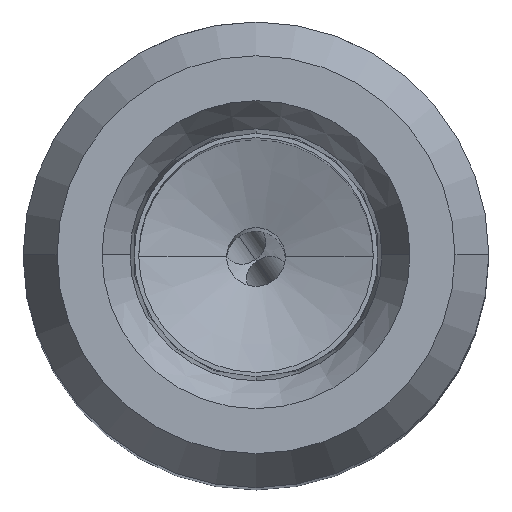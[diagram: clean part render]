
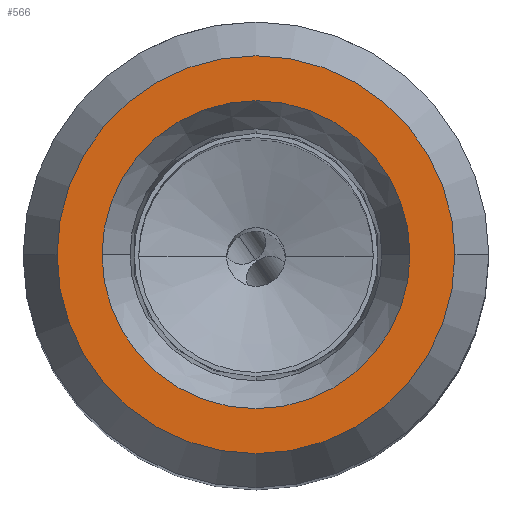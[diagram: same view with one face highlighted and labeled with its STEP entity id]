
A CAD part, top view. The second image highlights one B-rep face of the part: STEP entity #566.
In plain terms, the highlighted planar face has unit normal (0, 0, 1).
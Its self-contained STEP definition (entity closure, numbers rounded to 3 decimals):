
#156=FACE_BOUND('',#976,.T.);
#157=FACE_BOUND('',#977,.T.);
#193=PLANE('',#3903);
#566=ADVANCED_FACE('',(#156,#157),#193,.T.);
#976=EDGE_LOOP('',(#1563,#1564));
#977=EDGE_LOOP('',(#1565,#1566));
#1154=CIRCLE('',#3897,5.25);
#1155=CIRCLE('',#3899,5.25);
#1156=CIRCLE('',#3901,6.783);
#1157=CIRCLE('',#3902,6.783);
#1563=ORIENTED_EDGE('',*,*,#3006,.T.);
#1564=ORIENTED_EDGE('',*,*,#3007,.T.);
#1565=ORIENTED_EDGE('',*,*,#3008,.T.);
#1566=ORIENTED_EDGE('',*,*,#3009,.T.);
#2554=VERTEX_POINT('',#6143);
#2555=VERTEX_POINT('',#6145);
#2556=VERTEX_POINT('',#6151);
#2557=VERTEX_POINT('',#6152);
#3006=EDGE_CURVE('',#2554,#2555,#1154,.T.);
#3007=EDGE_CURVE('',#2555,#2554,#1155,.T.);
#3008=EDGE_CURVE('',#2556,#2557,#1156,.T.);
#3009=EDGE_CURVE('',#2557,#2556,#1157,.T.);
#3897=AXIS2_PLACEMENT_3D('',#6146,#4403,#4404);
#3899=AXIS2_PLACEMENT_3D('',#6148,#4407,#4408);
#3901=AXIS2_PLACEMENT_3D('',#6150,#4411,#4412);
#3902=AXIS2_PLACEMENT_3D('',#6153,#4413,#4414);
#3903=AXIS2_PLACEMENT_3D('',#6154,#4415,#4416);
#4403=DIRECTION('',(0.,0.,-1.));
#4404=DIRECTION('',(-1.,0.,0.));
#4407=DIRECTION('',(0.,0.,-1.));
#4408=DIRECTION('',(1.,0.,0.));
#4411=DIRECTION('',(0.,0.,1.));
#4412=DIRECTION('',(-1.,0.,0.));
#4413=DIRECTION('',(0.,0.,1.));
#4414=DIRECTION('',(1.,0.,0.));
#4415=DIRECTION('',(0.,0.,1.));
#4416=DIRECTION('',(-1.,0.,0.));
#6143=CARTESIAN_POINT('',(-5.25,0.,24.5));
#6145=CARTESIAN_POINT('',(5.25,0.,24.5));
#6146=CARTESIAN_POINT('',(0.,0.,24.5));
#6148=CARTESIAN_POINT('',(0.,0.,24.5));
#6150=CARTESIAN_POINT('',(0.,0.,24.5));
#6151=CARTESIAN_POINT('',(-6.783,0.,24.5));
#6152=CARTESIAN_POINT('',(6.783,0.,24.5));
#6153=CARTESIAN_POINT('',(0.,0.,24.5));
#6154=CARTESIAN_POINT('',(0.,0.,24.5));
